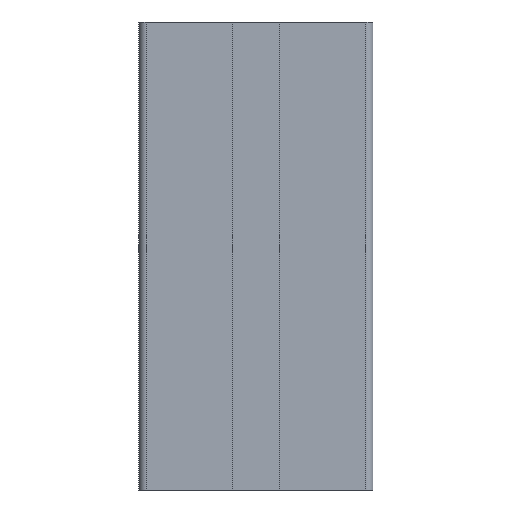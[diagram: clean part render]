
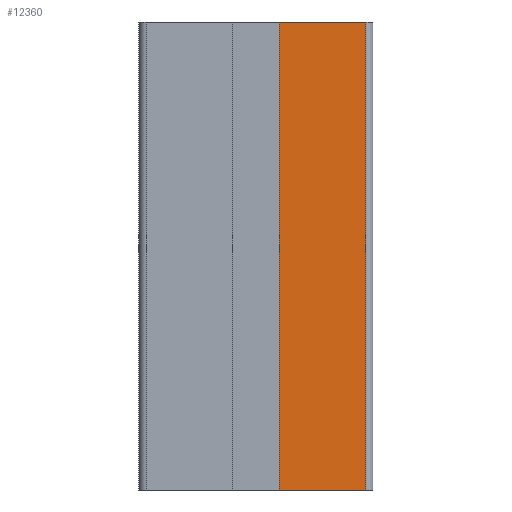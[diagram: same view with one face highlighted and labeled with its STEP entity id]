
A CAD part, front view. The second image highlights one B-rep face of the part: STEP entity #12360.
In plain terms, the highlighted planar face has unit normal (0, -1, 0).
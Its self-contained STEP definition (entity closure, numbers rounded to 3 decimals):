
#11970=CARTESIAN_POINT('',(50.,0.,0.));
#11980=DIRECTION('',(-0.,-1.,-0.));
#11990=DIRECTION('',(-1.,0.,0.));
#12000=AXIS2_PLACEMENT_3D('',#11970,#11980,#11990);
#12010=PLANE('',#12000);
#12020=CARTESIAN_POINT('',(30.,0.,0.));
#12030=DIRECTION('',(1.,0.,0.));
#12040=VECTOR('',#12030,1.);
#12050=LINE('',#12020,#12040);
#12060=CARTESIAN_POINT('',(30.,0.,0.));
#12070=VERTEX_POINT('',#12060);
#12080=CARTESIAN_POINT('',(48.4,0.,0.));
#12090=VERTEX_POINT('',#12080);
#12100=EDGE_CURVE('',#12070,#12090,#12050,.T.);
#12110=ORIENTED_EDGE('',*,*,#12100,.T.);
#12120=CARTESIAN_POINT('',(30.,0.,0.));
#12130=DIRECTION('',(0.,0.,1.));
#12140=VECTOR('',#12130,1.);
#12150=LINE('',#12120,#12140);
#12160=CARTESIAN_POINT('',(30.,0.,100.));
#12170=VERTEX_POINT('',#12160);
#12180=EDGE_CURVE('',#12070,#12170,#12150,.T.);
#12190=ORIENTED_EDGE('',*,*,#12180,.F.);
#12200=CARTESIAN_POINT('',(30.,0.,100.));
#12210=DIRECTION('',(1.,0.,0.));
#12220=VECTOR('',#12210,1.);
#12230=LINE('',#12200,#12220);
#12240=CARTESIAN_POINT('',(48.4,0.,100.));
#12250=VERTEX_POINT('',#12240);
#12260=EDGE_CURVE('',#12170,#12250,#12230,.T.);
#12270=ORIENTED_EDGE('',*,*,#12260,.F.);
#12280=CARTESIAN_POINT('',(48.4,0.,0.));
#12290=DIRECTION('',(0.,0.,1.));
#12300=VECTOR('',#12290,1.);
#12310=LINE('',#12280,#12300);
#12320=EDGE_CURVE('',#12090,#12250,#12310,.T.);
#12330=ORIENTED_EDGE('',*,*,#12320,.T.);
#12340=EDGE_LOOP('',(#12330,#12270,#12190,#12110));
#12350=FACE_OUTER_BOUND('',#12340,.T.);
#12360=ADVANCED_FACE('',(#12350),#12010,.T.);
